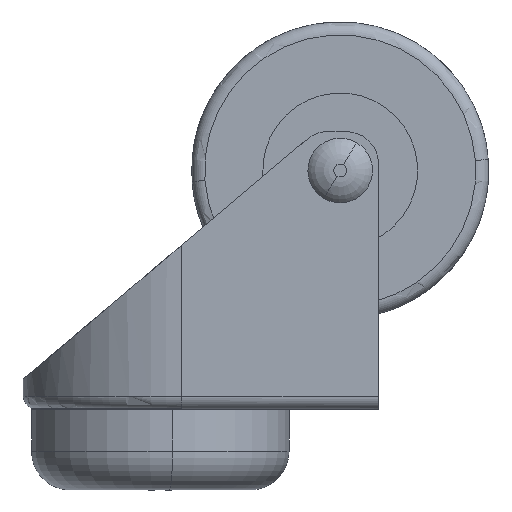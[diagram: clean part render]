
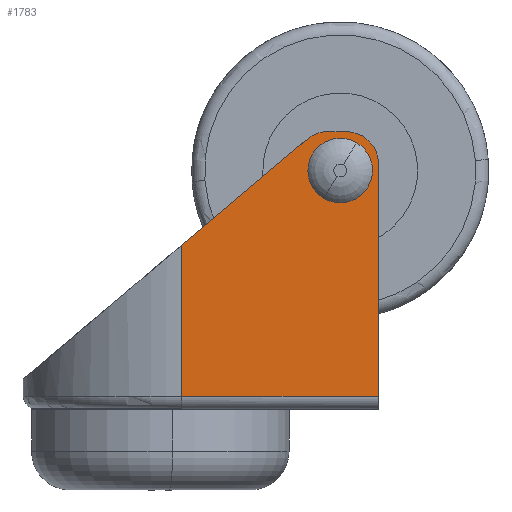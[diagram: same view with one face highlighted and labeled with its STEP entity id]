
A CAD part, front view. The second image highlights one B-rep face of the part: STEP entity #1783.
In plain terms, the highlighted planar face has unit normal (0, -1, 0).
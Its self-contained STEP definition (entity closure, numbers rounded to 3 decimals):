
#3 = CARTESIAN_POINT ( 'NONE',  ( 26.448, -5.944, 23.354 ) ) ;
#98 = CIRCLE ( 'NONE', #545, 2.5 ) ;
#215 = CIRCLE ( 'NONE', #2576, 5. ) ;
#261 = CARTESIAN_POINT ( 'NONE',  ( 1.876, -5.944, -11.629 ) ) ;
#342 = EDGE_CURVE ( 'NONE', #1232, #764, #215, .T. ) ;
#346 = ORIENTED_EDGE ( 'NONE', *, *, #1663, .T. ) ;
#386 = DIRECTION ( 'NONE',  ( 1., 0., 0. ) ) ;
#426 = DIRECTION ( 'NONE',  ( 1., 0., 0. ) ) ;
#509 = AXIS2_PLACEMENT_3D ( 'NONE', #3, #808, #1852 ) ;
#512 = CARTESIAN_POINT ( 'NONE',  ( 27.376, -5.944, 29.371 ) ) ;
#545 = AXIS2_PLACEMENT_3D ( 'NONE', #3351, #2837, #2573 ) ;
#557 = LINE ( 'NONE', #1555, #2783 ) ;
#590 = AXIS2_PLACEMENT_3D ( 'NONE', #1282, #1062, #1604 ) ;
#605 = ORIENTED_EDGE ( 'NONE', *, *, #1378, .F. ) ;
#648 = DIRECTION ( 'NONE',  ( 0., 0., -1. ) ) ;
#650 = CARTESIAN_POINT ( 'NONE',  ( 24.541, -5.944, 29.371 ) ) ;
#696 = FACE_BOUND ( 'NONE', #1361, .T. ) ;
#744 = VERTEX_POINT ( 'NONE', #2867 ) ;
#764 = VERTEX_POINT ( 'NONE', #512 ) ;
#808 = DIRECTION ( 'NONE',  ( 0., -1., 0. ) ) ;
#812 = CARTESIAN_POINT ( 'NONE',  ( 24.541, -5.944, 29.371 ) ) ;
#873 = VECTOR ( 'NONE', #1080, 1000. ) ;
#900 = CARTESIAN_POINT ( 'NONE',  ( 27.376, -5.944, 24.371 ) ) ;
#921 = EDGE_CURVE ( 'NONE', #1795, #2932, #2755, .T. ) ;
#949 = CARTESIAN_POINT ( 'NONE',  ( 26.448, -5.944, 25.854 ) ) ;
#954 = ORIENTED_EDGE ( 'NONE', *, *, #2136, .T. ) ;
#961 = DIRECTION ( 'NONE',  ( 0., 1., 0. ) ) ;
#1062 = DIRECTION ( 'NONE',  ( 0., -1., 0. ) ) ;
#1080 = DIRECTION ( 'NONE',  ( 0., 0., 1. ) ) ;
#1154 = CIRCLE ( 'NONE', #590, 5. ) ;
#1171 = DIRECTION ( 'NONE',  ( 0., 0., 1. ) ) ;
#1232 = VERTEX_POINT ( 'NONE', #2089 ) ;
#1282 = CARTESIAN_POINT ( 'NONE',  ( 24.541, -5.944, 24.371 ) ) ;
#1285 = VERTEX_POINT ( 'NONE', #2313 ) ;
#1361 = EDGE_LOOP ( 'NONE', ( #605, #2011 ) ) ;
#1378 = EDGE_CURVE ( 'NONE', #2932, #1795, #98, .T. ) ;
#1427 = EDGE_CURVE ( 'NONE', #744, #1232, #2213, .T. ) ;
#1456 = CARTESIAN_POINT ( 'NONE',  ( 26.448, -5.944, 20.854 ) ) ;
#1539 = ORIENTED_EDGE ( 'NONE', *, *, #2876, .F. ) ;
#1555 = CARTESIAN_POINT ( 'NONE',  ( 1.876, -5.944, 11.762 ) ) ;
#1604 = DIRECTION ( 'NONE',  ( 0., 0., 1. ) ) ;
#1609 = DIRECTION ( 'NONE',  ( 0.764, 0., 0.645 ) ) ;
#1657 = VERTEX_POINT ( 'NONE', #812 ) ;
#1663 = EDGE_CURVE ( 'NONE', #1657, #1285, #1154, .T. ) ;
#1705 = VERTEX_POINT ( 'NONE', #2079 ) ;
#1783 = ADVANCED_FACE ( 'NONE', ( #696, #2406 ), #3199, .F. ) ;
#1795 = VERTEX_POINT ( 'NONE', #1456 ) ;
#1810 = CARTESIAN_POINT ( 'NONE',  ( 1.876, -5.944, -11.629 ) ) ;
#1828 = ORIENTED_EDGE ( 'NONE', *, *, #1427, .T. ) ;
#1843 = LINE ( 'NONE', #1810, #3390 ) ;
#1852 = DIRECTION ( 'NONE',  ( 0., 0., -1. ) ) ;
#1876 = CARTESIAN_POINT ( 'NONE',  ( 1.876, -5.944, -11.629 ) ) ;
#1933 = DIRECTION ( 'NONE',  ( 0., -1., 0. ) ) ;
#2000 = VECTOR ( 'NONE', #1171, 1000. ) ;
#2011 = ORIENTED_EDGE ( 'NONE', *, *, #921, .F. ) ;
#2079 = CARTESIAN_POINT ( 'NONE',  ( 1.876, -5.944, 11.762 ) ) ;
#2089 = CARTESIAN_POINT ( 'NONE',  ( 32.376, -5.944, 24.371 ) ) ;
#2136 = EDGE_CURVE ( 'NONE', #2324, #744, #1843, .T. ) ;
#2139 = ORIENTED_EDGE ( 'NONE', *, *, #342, .T. ) ;
#2174 = EDGE_LOOP ( 'NONE', ( #2478, #954, #1828, #2139, #1539, #346, #3068 ) ) ;
#2213 = LINE ( 'NONE', #2443, #2000 ) ;
#2231 = EDGE_CURVE ( 'NONE', #2324, #1705, #2648, .T. ) ;
#2259 = EDGE_CURVE ( 'NONE', #1705, #1285, #557, .T. ) ;
#2313 = CARTESIAN_POINT ( 'NONE',  ( 21.314, -5.944, 28.19 ) ) ;
#2324 = VERTEX_POINT ( 'NONE', #1876 ) ;
#2406 = FACE_OUTER_BOUND ( 'NONE', #2174, .T. ) ;
#2443 = CARTESIAN_POINT ( 'NONE',  ( 32.376, -5.944, -11.629 ) ) ;
#2478 = ORIENTED_EDGE ( 'NONE', *, *, #2231, .F. ) ;
#2495 = VECTOR ( 'NONE', #426, 1000. ) ;
#2573 = DIRECTION ( 'NONE',  ( 0., 0., -1. ) ) ;
#2576 = AXIS2_PLACEMENT_3D ( 'NONE', #900, #1933, #386 ) ;
#2648 = LINE ( 'NONE', #261, #873 ) ;
#2755 = CIRCLE ( 'NONE', #509, 2.5 ) ;
#2783 = VECTOR ( 'NONE', #1609, 1000. ) ;
#2837 = DIRECTION ( 'NONE',  ( 0., -1., 0. ) ) ;
#2867 = CARTESIAN_POINT ( 'NONE',  ( 32.376, -5.944, -11.629 ) ) ;
#2875 = DIRECTION ( 'NONE',  ( 1., 0., 0. ) ) ;
#2876 = EDGE_CURVE ( 'NONE', #1657, #764, #3296, .T. ) ;
#2932 = VERTEX_POINT ( 'NONE', #949 ) ;
#2937 = CARTESIAN_POINT ( 'NONE',  ( 1.876, -5.944, -13.629 ) ) ;
#3056 = AXIS2_PLACEMENT_3D ( 'NONE', #2937, #961, #648 ) ;
#3068 = ORIENTED_EDGE ( 'NONE', *, *, #2259, .F. ) ;
#3199 = PLANE ( 'NONE',  #3056 ) ;
#3296 = LINE ( 'NONE', #650, #2495 ) ;
#3351 = CARTESIAN_POINT ( 'NONE',  ( 26.448, -5.944, 23.354 ) ) ;
#3390 = VECTOR ( 'NONE', #2875, 1000. ) ;
